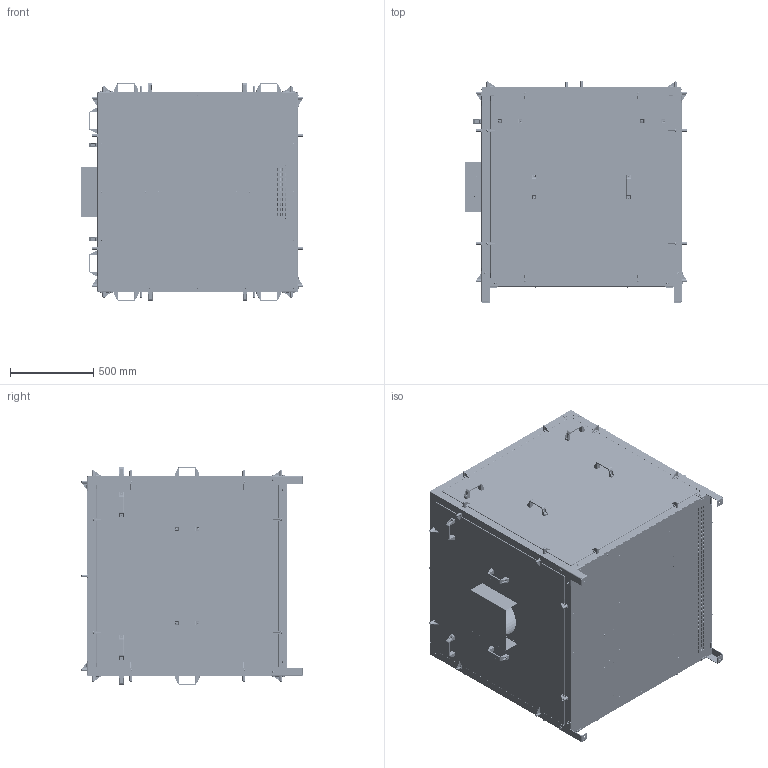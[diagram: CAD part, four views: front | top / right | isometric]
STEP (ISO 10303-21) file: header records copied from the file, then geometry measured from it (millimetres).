
FILE_DESCRIPTION(/* description */ ('814K41 WPA-BOX-13'),/* implementation_level */ '2;1');
FILE_NAME(/* name */ 'karta zmian ''b''\814K41 WPA-BOX-13.stp',/* time_stamp */ '2022-05-13T14:23:49+02:00',/* author */ ('a.korpacki'),/* organization */ ('KLIMAWENT S.A.'),/* preprocessor_version */ 'ST-DEVELOPER v18.1',/* originating_system */ 'Autodesk Inventor 2021',/* authorisation */ '');
FILE_SCHEMA (('AUTOMOTIVE_DESIGN { 1 0 10303 214 3 1 1 }'));
Products named in the file (1): ~~
Bounding box: 1339.4 x 1331.5 x 1311.7 mm (x, y, z)
Volume: 319954342.5 mm3; surface area: 28518890.3 mm2
Topology: 51 solids, 51 shells, 11323 faces, 29733 edges, 18663 vertices
Faces by surface type: plane 6699, cylinder 2626, cone 821, torus 690, bspline 350, sphere 137
Full cylindrical faces by diameter (mm): 3 x36, 3.3 x65, 3.4 x57, 3.5 x4, 4 x42, 4.2 x52, 4.3 x16, 4.4 x6, 4.567 x8, 5 x19, 5.2 x22, 5.3 x10, 5.8 x8, 6.88 x3, 8 x186, 8.8 x1, 9 x49, 9.5 x8, 10 x33, 10.5 x6, 10.9 x2, 11.1 x8, 11.63 x16, 12 x25, 12.3 x11, 12.5 x1, 13.5 x1, 14 x52, 14.5 x4, 14.63 x6
Entity records: 382146 total; most frequent: CARTESIAN_POINT 91832, ORIENTED_EDGE 59092, DIRECTION 56919, EDGE_CURVE 29546, AXIS2_PLACEMENT_3D 19590, VERTEX_POINT 18663, LINE 17739, VECTOR 17739
